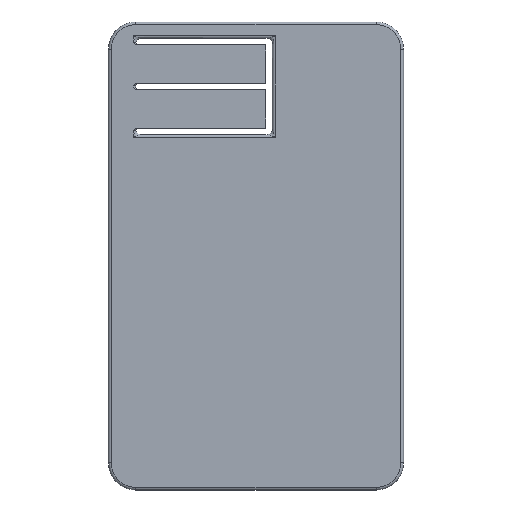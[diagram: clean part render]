
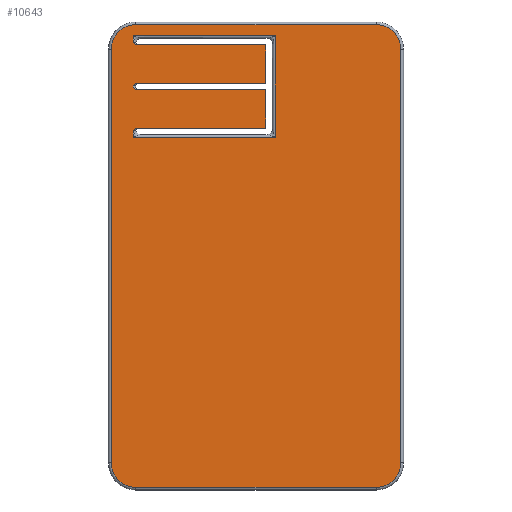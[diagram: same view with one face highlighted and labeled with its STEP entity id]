
A CAD part, front view. The second image highlights one B-rep face of the part: STEP entity #10643.
In plain terms, the highlighted planar face has unit normal (0, -1, 0).
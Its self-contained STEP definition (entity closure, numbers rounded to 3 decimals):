
#314=FACE_BOUND('',#2099,.T.);
#573=B_SPLINE_CURVE_WITH_KNOTS('',3,(#17493,#17494,#17495,#17496,#17497,
#17498),.UNSPECIFIED.,.F.,.F.,(4,2,4),(0.253,0.291,
0.35),.UNSPECIFIED.);
#578=B_SPLINE_CURVE_WITH_KNOTS('',3,(#17541,#17542,#17543,#17544,#17545,
#17546),.UNSPECIFIED.,.F.,.F.,(4,2,4),(0.,0.059,0.097),
 .UNSPECIFIED.);
#579=B_SPLINE_CURVE_WITH_KNOTS('',3,(#17552,#17553,#17554,#17555,#17556,
#17557),.UNSPECIFIED.,.F.,.F.,(4,2,4),(0.253,0.291,
0.35),.UNSPECIFIED.);
#580=B_SPLINE_CURVE_WITH_KNOTS('',3,(#17569,#17570,#17571,#17572,#17573,
#17574),.UNSPECIFIED.,.F.,.F.,(4,2,4),(0.,0.059,0.097),
 .UNSPECIFIED.);
#899=PLANE('',#11525);
#1419=FACE_OUTER_BOUND('',#2098,.T.);
#2098=EDGE_LOOP('',(#8659,#8660,#8661,#8662,#8663,#8664,#8665,#8666));
#2099=EDGE_LOOP('',(#8667,#8668,#8669,#8670,#8671,#8672,#8673,#8674,#8675,
#8676,#8677,#8678,#8679,#8680,#8681,#8682));
#2829=LINE('',#17272,#3615);
#2830=LINE('',#17277,#3616);
#2831=LINE('',#17353,#3617);
#2832=LINE('',#17408,#3618);
#2838=LINE('',#17564,#3624);
#2839=LINE('',#17585,#3625);
#2844=LINE('',#17598,#3630);
#2845=LINE('',#17601,#3631);
#2848=LINE('',#17606,#3634);
#2849=LINE('',#17608,#3635);
#2850=LINE('',#17615,#3636);
#2851=LINE('',#17619,#3637);
#2852=LINE('',#17623,#3638);
#2853=LINE('',#17626,#3639);
#2854=LINE('',#17627,#3640);
#2855=LINE('',#17628,#3641);
#3615=VECTOR('',#13071,10.);
#3616=VECTOR('',#13078,10.);
#3617=VECTOR('',#13089,10.);
#3618=VECTOR('',#13098,10.);
#3624=VECTOR('',#13136,10.);
#3625=VECTOR('',#13145,10.);
#3630=VECTOR('',#13156,10.);
#3631=VECTOR('',#13159,10.);
#3634=VECTOR('',#13164,10.);
#3635=VECTOR('',#13167,10.);
#3636=VECTOR('',#13174,10.);
#3637=VECTOR('',#13177,10.);
#3638=VECTOR('',#13180,10.);
#3639=VECTOR('',#13183,10.);
#3640=VECTOR('',#13184,10.);
#3641=VECTOR('',#13185,10.);
#4301=CIRCLE('',#11526,4.51);
#4302=CIRCLE('',#11527,4.51);
#4303=CIRCLE('',#11528,4.51);
#4304=CIRCLE('',#11529,4.51);
#4957=VERTEX_POINT('',#17266);
#4958=VERTEX_POINT('',#17271);
#4959=VERTEX_POINT('',#17275);
#4962=VERTEX_POINT('',#17347);
#4963=VERTEX_POINT('',#17351);
#4967=VERTEX_POINT('',#17491);
#4974=VERTEX_POINT('',#17538);
#4975=VERTEX_POINT('',#17540);
#4976=VERTEX_POINT('',#17549);
#4977=VERTEX_POINT('',#17551);
#4979=VERTEX_POINT('',#17562);
#4980=VERTEX_POINT('',#17566);
#4981=VERTEX_POINT('',#17568);
#4983=VERTEX_POINT('',#17584);
#4988=VERTEX_POINT('',#17596);
#4989=VERTEX_POINT('',#17600);
#4991=VERTEX_POINT('',#17611);
#4992=VERTEX_POINT('',#17612);
#4993=VERTEX_POINT('',#17614);
#4994=VERTEX_POINT('',#17616);
#4995=VERTEX_POINT('',#17618);
#4996=VERTEX_POINT('',#17620);
#4997=VERTEX_POINT('',#17622);
#4998=VERTEX_POINT('',#17624);
#6262=EDGE_CURVE('',#4957,#4958,#2829,.T.);
#6265=EDGE_CURVE('',#4959,#4957,#2830,.T.);
#6271=EDGE_CURVE('',#4963,#4962,#2831,.T.);
#6274=EDGE_CURVE('',#4958,#4963,#2832,.T.);
#6282=EDGE_CURVE('',#4967,#4959,#573,.T.);
#6292=EDGE_CURVE('',#4974,#4975,#578,.T.);
#6295=EDGE_CURVE('',#4976,#4977,#579,.T.);
#6299=EDGE_CURVE('',#4976,#4979,#2838,.T.);
#6301=EDGE_CURVE('',#4980,#4981,#580,.T.);
#6304=EDGE_CURVE('',#4983,#4981,#2839,.T.);
#6311=EDGE_CURVE('',#4967,#4988,#2844,.T.);
#6312=EDGE_CURVE('',#4989,#4975,#2845,.T.);
#6315=EDGE_CURVE('',#4977,#4980,#2848,.T.);
#6316=EDGE_CURVE('',#4962,#4974,#2849,.T.);
#6317=EDGE_CURVE('',#4991,#4992,#4301,.T.);
#6318=EDGE_CURVE('',#4993,#4991,#2850,.T.);
#6319=EDGE_CURVE('',#4994,#4993,#4302,.T.);
#6320=EDGE_CURVE('',#4995,#4994,#2851,.T.);
#6321=EDGE_CURVE('',#4996,#4995,#4303,.T.);
#6322=EDGE_CURVE('',#4997,#4996,#2852,.T.);
#6323=EDGE_CURVE('',#4998,#4997,#4304,.T.);
#6324=EDGE_CURVE('',#4992,#4998,#2853,.T.);
#6325=EDGE_CURVE('',#4979,#4989,#2854,.T.);
#6326=EDGE_CURVE('',#4988,#4983,#2855,.T.);
#8659=ORIENTED_EDGE('',*,*,#6317,.F.);
#8660=ORIENTED_EDGE('',*,*,#6318,.F.);
#8661=ORIENTED_EDGE('',*,*,#6319,.F.);
#8662=ORIENTED_EDGE('',*,*,#6320,.F.);
#8663=ORIENTED_EDGE('',*,*,#6321,.F.);
#8664=ORIENTED_EDGE('',*,*,#6322,.F.);
#8665=ORIENTED_EDGE('',*,*,#6323,.F.);
#8666=ORIENTED_EDGE('',*,*,#6324,.F.);
#8667=ORIENTED_EDGE('',*,*,#6299,.T.);
#8668=ORIENTED_EDGE('',*,*,#6325,.T.);
#8669=ORIENTED_EDGE('',*,*,#6312,.T.);
#8670=ORIENTED_EDGE('',*,*,#6292,.F.);
#8671=ORIENTED_EDGE('',*,*,#6316,.F.);
#8672=ORIENTED_EDGE('',*,*,#6271,.F.);
#8673=ORIENTED_EDGE('',*,*,#6274,.F.);
#8674=ORIENTED_EDGE('',*,*,#6262,.F.);
#8675=ORIENTED_EDGE('',*,*,#6265,.F.);
#8676=ORIENTED_EDGE('',*,*,#6282,.F.);
#8677=ORIENTED_EDGE('',*,*,#6311,.T.);
#8678=ORIENTED_EDGE('',*,*,#6326,.T.);
#8679=ORIENTED_EDGE('',*,*,#6304,.T.);
#8680=ORIENTED_EDGE('',*,*,#6301,.F.);
#8681=ORIENTED_EDGE('',*,*,#6315,.F.);
#8682=ORIENTED_EDGE('',*,*,#6295,.F.);
#10643=ADVANCED_FACE('',(#1419,#314),#899,.F.);
#11525=AXIS2_PLACEMENT_3D('',#17610,#13170,#13171);
#11526=AXIS2_PLACEMENT_3D('',#17613,#13172,#13173);
#11527=AXIS2_PLACEMENT_3D('',#17617,#13175,#13176);
#11528=AXIS2_PLACEMENT_3D('',#17621,#13178,#13179);
#11529=AXIS2_PLACEMENT_3D('',#17625,#13181,#13182);
#13071=DIRECTION('',(1.,0.,0.));
#13078=DIRECTION('',(0.,0.,-1.));
#13089=DIRECTION('',(-1.,0.,0.));
#13098=DIRECTION('',(0.,0.,1.));
#13136=DIRECTION('',(1.,0.,0.));
#13145=DIRECTION('',(-1.,0.,0.));
#13156=DIRECTION('',(1.,0.,0.));
#13159=DIRECTION('',(-1.,0.,0.));
#13164=DIRECTION('',(0.,0.,-1.));
#13167=DIRECTION('',(0.,0.,-1.));
#13170=DIRECTION('center_axis',(0.,1.,0.));
#13171=DIRECTION('ref_axis',(0.,0.,1.));
#13172=DIRECTION('center_axis',(0.,1.,0.));
#13173=DIRECTION('ref_axis',(0.707,0.,0.707));
#13174=DIRECTION('',(1.,0.,0.));
#13175=DIRECTION('center_axis',(0.,1.,0.));
#13176=DIRECTION('ref_axis',(-0.707,0.,0.707));
#13177=DIRECTION('',(0.,0.,1.));
#13178=DIRECTION('center_axis',(0.,1.,0.));
#13179=DIRECTION('ref_axis',(-0.707,0.,-0.707));
#13180=DIRECTION('',(-1.,0.,0.));
#13181=DIRECTION('center_axis',(0.,1.,0.));
#13182=DIRECTION('ref_axis',(0.707,0.,-0.707));
#13183=DIRECTION('',(0.,0.,-1.));
#13184=DIRECTION('',(0.,0.,1.));
#13185=DIRECTION('',(0.,0.,1.));
#17266=CARTESIAN_POINT('',(-49.48,0.,-21.1));
#17271=CARTESIAN_POINT('',(-23.48,0.,-21.1));
#17272=CARTESIAN_POINT('',(-37.985,0.,-21.1));
#17275=CARTESIAN_POINT('',(-49.48,0.,-19.9));
#17277=CARTESIAN_POINT('',(-49.48,0.,-22.9));
#17347=CARTESIAN_POINT('',(-49.48,0.,-2.5));
#17351=CARTESIAN_POINT('',(-23.48,0.,-2.5));
#17353=CARTESIAN_POINT('',(-25.485,0.,-2.5));
#17408=CARTESIAN_POINT('',(-23.48,0.,-31.7));
#17491=CARTESIAN_POINT('',(-48.614,0.,-19.4));
#17493=CARTESIAN_POINT('Ctrl Pts',(-48.614,0.,-19.4));
#17494=CARTESIAN_POINT('Ctrl Pts',(-48.741,0.,
-19.4));
#17495=CARTESIAN_POINT('Ctrl Pts',(-48.888,0.,-19.445));
#17496=CARTESIAN_POINT('Ctrl Pts',(-49.172,0.,-19.598));
#17497=CARTESIAN_POINT('Ctrl Pts',(-49.341,0.,-19.761));
#17498=CARTESIAN_POINT('Ctrl Pts',(-49.48,0.,-19.9));
#17538=CARTESIAN_POINT('',(-49.48,0.,-3.7));
#17540=CARTESIAN_POINT('',(-48.614,0.,-4.2));
#17541=CARTESIAN_POINT('Ctrl Pts',(-49.48,0.,-3.7));
#17542=CARTESIAN_POINT('Ctrl Pts',(-49.341,0.,-3.839));
#17543=CARTESIAN_POINT('Ctrl Pts',(-49.172,0.,-4.002));
#17544=CARTESIAN_POINT('Ctrl Pts',(-48.888,0.,-4.155));
#17545=CARTESIAN_POINT('Ctrl Pts',(-48.741,0.,-4.2));
#17546=CARTESIAN_POINT('Ctrl Pts',(-48.614,0.,-4.2));
#17549=CARTESIAN_POINT('',(-48.614,0.,-11.2));
#17551=CARTESIAN_POINT('',(-49.48,0.,-11.7));
#17552=CARTESIAN_POINT('Ctrl Pts',(-48.614,0.,-11.2));
#17553=CARTESIAN_POINT('Ctrl Pts',(-48.741,0.,
-11.2));
#17554=CARTESIAN_POINT('Ctrl Pts',(-48.888,0.,-11.245));
#17555=CARTESIAN_POINT('Ctrl Pts',(-49.172,0.,-11.398));
#17556=CARTESIAN_POINT('Ctrl Pts',(-49.341,0.,-11.561));
#17557=CARTESIAN_POINT('Ctrl Pts',(-49.48,0.,-11.7));
#17562=CARTESIAN_POINT('',(-25.18,0.,-11.2));
#17564=CARTESIAN_POINT('',(-48.98,0.,-11.2));
#17566=CARTESIAN_POINT('',(-49.48,0.,-11.9));
#17568=CARTESIAN_POINT('',(-48.614,0.,-12.4));
#17569=CARTESIAN_POINT('Ctrl Pts',(-49.48,0.,-11.9));
#17570=CARTESIAN_POINT('Ctrl Pts',(-49.341,0.,-12.039));
#17571=CARTESIAN_POINT('Ctrl Pts',(-49.172,0.,-12.202));
#17572=CARTESIAN_POINT('Ctrl Pts',(-48.888,0.,-12.355));
#17573=CARTESIAN_POINT('Ctrl Pts',(-48.741,0.,-12.4));
#17574=CARTESIAN_POINT('Ctrl Pts',(-48.614,0.,-12.4));
#17584=CARTESIAN_POINT('',(-25.18,0.,-12.4));
#17585=CARTESIAN_POINT('',(-25.18,0.,-12.4));
#17596=CARTESIAN_POINT('',(-25.18,0.,-19.4));
#17598=CARTESIAN_POINT('',(-48.98,0.,-19.4));
#17600=CARTESIAN_POINT('',(-25.18,0.,-4.2));
#17601=CARTESIAN_POINT('',(-25.18,0.,-4.2));
#17606=CARTESIAN_POINT('',(-49.48,0.,-22.9));
#17608=CARTESIAN_POINT('',(-49.48,0.,-22.9));
#17610=CARTESIAN_POINT('Origin',(-26.99,0.,-42.8));
#17611=CARTESIAN_POINT('',(-5.,0.,-0.49));
#17612=CARTESIAN_POINT('',(-0.49,0.,-5.));
#17613=CARTESIAN_POINT('Origin',(-5.,0.,-5.));
#17614=CARTESIAN_POINT('',(-48.98,0.,-0.49));
#17615=CARTESIAN_POINT('',(-40.485,0.,-0.49));
#17616=CARTESIAN_POINT('',(-53.49,0.,-5.));
#17617=CARTESIAN_POINT('Origin',(-48.98,0.,-5.));
#17618=CARTESIAN_POINT('',(-53.49,0.,-80.6));
#17619=CARTESIAN_POINT('',(-53.49,0.,-64.2));
#17620=CARTESIAN_POINT('',(-48.98,0.,-85.11));
#17621=CARTESIAN_POINT('Origin',(-48.98,0.,-80.6));
#17622=CARTESIAN_POINT('',(-5.,0.,-85.11));
#17623=CARTESIAN_POINT('',(-13.495,0.,-85.11));
#17624=CARTESIAN_POINT('',(-0.49,0.,-80.6));
#17625=CARTESIAN_POINT('Origin',(-5.,0.,-80.6));
#17626=CARTESIAN_POINT('',(-0.49,0.,-21.4));
#17627=CARTESIAN_POINT('',(-25.18,0.,-11.2));
#17628=CARTESIAN_POINT('',(-25.18,0.,-19.4));
